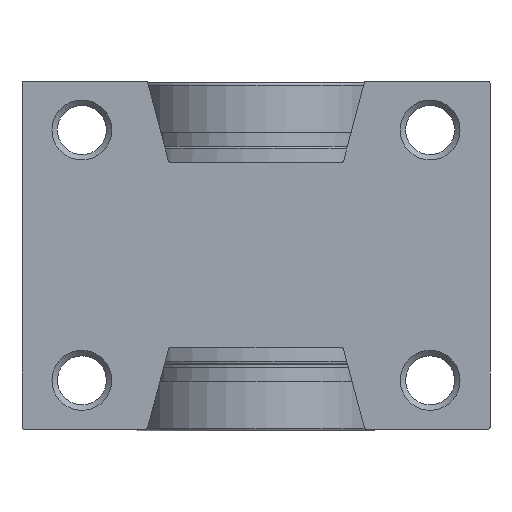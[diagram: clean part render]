
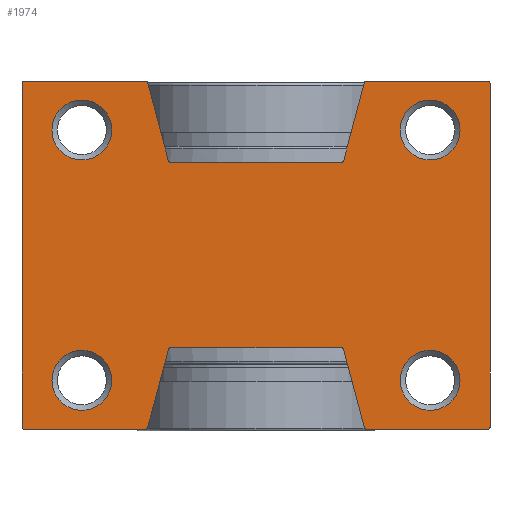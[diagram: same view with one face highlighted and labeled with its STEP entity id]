
A CAD part, front view. The second image highlights one B-rep face of the part: STEP entity #1974.
In plain terms, the highlighted planar face has unit normal (0, -1, 0).
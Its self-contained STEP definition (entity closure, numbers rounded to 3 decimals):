
#38=FACE_BOUND('',#279,.T.);
#39=FACE_BOUND('',#280,.T.);
#40=FACE_BOUND('',#281,.T.);
#41=FACE_BOUND('',#282,.T.);
#161=FACE_OUTER_BOUND('',#278,.T.);
#278=EDGE_LOOP('',(#1471,#1472,#1473,#1474,#1475,#1476,#1477,#1478,#1479,
#1480,#1481,#1482,#1483,#1484,#1485,#1486,#1487,#1488,#1489,#1490,#1491,
#1492,#1493,#1494));
#279=EDGE_LOOP('',(#1495));
#280=EDGE_LOOP('',(#1496));
#281=EDGE_LOOP('',(#1497));
#282=EDGE_LOOP('',(#1498));
#429=LINE('',#3315,#590);
#430=LINE('',#3319,#591);
#431=LINE('',#3323,#592);
#432=LINE('',#3327,#593);
#433=LINE('',#3331,#594);
#434=LINE('',#3335,#595);
#435=LINE('',#3339,#596);
#436=LINE('',#3343,#597);
#437=LINE('',#3347,#598);
#438=LINE('',#3351,#599);
#439=LINE('',#3355,#600);
#440=LINE('',#3358,#601);
#590=VECTOR('',#2567,10.);
#591=VECTOR('',#2570,10.);
#592=VECTOR('',#2573,10.);
#593=VECTOR('',#2576,10.);
#594=VECTOR('',#2579,10.);
#595=VECTOR('',#2582,10.);
#596=VECTOR('',#2585,10.);
#597=VECTOR('',#2588,10.);
#598=VECTOR('',#2591,10.);
#599=VECTOR('',#2594,10.);
#600=VECTOR('',#2597,10.);
#601=VECTOR('',#2600,10.);
#736=CIRCLE('',#2191,2.75);
#738=CIRCLE('',#2194,0.2);
#739=CIRCLE('',#2195,0.2);
#740=CIRCLE('',#2196,0.2);
#741=CIRCLE('',#2197,0.2);
#742=CIRCLE('',#2198,0.2);
#743=CIRCLE('',#2199,0.2);
#744=CIRCLE('',#2200,0.2);
#745=CIRCLE('',#2201,0.2);
#746=CIRCLE('',#2202,0.2);
#747=CIRCLE('',#2203,0.2);
#748=CIRCLE('',#2204,0.2);
#749=CIRCLE('',#2205,0.2);
#750=CIRCLE('',#2206,2.75);
#751=CIRCLE('',#2207,2.75);
#752=CIRCLE('',#2208,2.75);
#888=VERTEX_POINT('',#3305);
#890=VERTEX_POINT('',#3311);
#891=VERTEX_POINT('',#3312);
#892=VERTEX_POINT('',#3314);
#893=VERTEX_POINT('',#3316);
#894=VERTEX_POINT('',#3318);
#895=VERTEX_POINT('',#3320);
#896=VERTEX_POINT('',#3322);
#897=VERTEX_POINT('',#3324);
#898=VERTEX_POINT('',#3326);
#899=VERTEX_POINT('',#3328);
#900=VERTEX_POINT('',#3330);
#901=VERTEX_POINT('',#3332);
#902=VERTEX_POINT('',#3334);
#903=VERTEX_POINT('',#3336);
#904=VERTEX_POINT('',#3338);
#905=VERTEX_POINT('',#3340);
#906=VERTEX_POINT('',#3342);
#907=VERTEX_POINT('',#3344);
#908=VERTEX_POINT('',#3346);
#909=VERTEX_POINT('',#3348);
#910=VERTEX_POINT('',#3350);
#911=VERTEX_POINT('',#3352);
#912=VERTEX_POINT('',#3354);
#913=VERTEX_POINT('',#3356);
#914=VERTEX_POINT('',#3359);
#915=VERTEX_POINT('',#3361);
#916=VERTEX_POINT('',#3363);
#1107=EDGE_CURVE('',#888,#888,#736,.T.);
#1110=EDGE_CURVE('',#890,#891,#738,.T.);
#1111=EDGE_CURVE('',#890,#892,#429,.T.);
#1112=EDGE_CURVE('',#893,#892,#739,.T.);
#1113=EDGE_CURVE('',#893,#894,#430,.T.);
#1114=EDGE_CURVE('',#895,#894,#740,.T.);
#1115=EDGE_CURVE('',#895,#896,#431,.T.);
#1116=EDGE_CURVE('',#896,#897,#741,.T.);
#1117=EDGE_CURVE('',#897,#898,#432,.T.);
#1118=EDGE_CURVE('',#898,#899,#742,.T.);
#1119=EDGE_CURVE('',#899,#900,#433,.T.);
#1120=EDGE_CURVE('',#901,#900,#743,.T.);
#1121=EDGE_CURVE('',#901,#902,#434,.T.);
#1122=EDGE_CURVE('',#903,#902,#744,.T.);
#1123=EDGE_CURVE('',#904,#903,#435,.T.);
#1124=EDGE_CURVE('',#905,#904,#745,.T.);
#1125=EDGE_CURVE('',#905,#906,#436,.T.);
#1126=EDGE_CURVE('',#907,#906,#746,.T.);
#1127=EDGE_CURVE('',#907,#908,#437,.T.);
#1128=EDGE_CURVE('',#908,#909,#747,.T.);
#1129=EDGE_CURVE('',#909,#910,#438,.T.);
#1130=EDGE_CURVE('',#910,#911,#748,.T.);
#1131=EDGE_CURVE('',#911,#912,#439,.T.);
#1132=EDGE_CURVE('',#913,#912,#749,.T.);
#1133=EDGE_CURVE('',#913,#891,#440,.T.);
#1134=EDGE_CURVE('',#914,#914,#750,.T.);
#1135=EDGE_CURVE('',#915,#915,#751,.T.);
#1136=EDGE_CURVE('',#916,#916,#752,.T.);
#1471=ORIENTED_EDGE('',*,*,#1110,.F.);
#1472=ORIENTED_EDGE('',*,*,#1111,.T.);
#1473=ORIENTED_EDGE('',*,*,#1112,.F.);
#1474=ORIENTED_EDGE('',*,*,#1113,.T.);
#1475=ORIENTED_EDGE('',*,*,#1114,.F.);
#1476=ORIENTED_EDGE('',*,*,#1115,.T.);
#1477=ORIENTED_EDGE('',*,*,#1116,.T.);
#1478=ORIENTED_EDGE('',*,*,#1117,.T.);
#1479=ORIENTED_EDGE('',*,*,#1118,.T.);
#1480=ORIENTED_EDGE('',*,*,#1119,.T.);
#1481=ORIENTED_EDGE('',*,*,#1120,.F.);
#1482=ORIENTED_EDGE('',*,*,#1121,.T.);
#1483=ORIENTED_EDGE('',*,*,#1122,.F.);
#1484=ORIENTED_EDGE('',*,*,#1123,.F.);
#1485=ORIENTED_EDGE('',*,*,#1124,.F.);
#1486=ORIENTED_EDGE('',*,*,#1125,.T.);
#1487=ORIENTED_EDGE('',*,*,#1126,.F.);
#1488=ORIENTED_EDGE('',*,*,#1127,.T.);
#1489=ORIENTED_EDGE('',*,*,#1128,.T.);
#1490=ORIENTED_EDGE('',*,*,#1129,.T.);
#1491=ORIENTED_EDGE('',*,*,#1130,.T.);
#1492=ORIENTED_EDGE('',*,*,#1131,.T.);
#1493=ORIENTED_EDGE('',*,*,#1132,.F.);
#1494=ORIENTED_EDGE('',*,*,#1133,.T.);
#1495=ORIENTED_EDGE('',*,*,#1134,.F.);
#1496=ORIENTED_EDGE('',*,*,#1135,.F.);
#1497=ORIENTED_EDGE('',*,*,#1136,.F.);
#1498=ORIENTED_EDGE('',*,*,#1107,.F.);
#1911=PLANE('',#2193);
#1974=ADVANCED_FACE('',(#161,#38,#39,#40,#41),#1911,.T.);
#2191=AXIS2_PLACEMENT_3D('',#3306,#2558,#2559);
#2193=AXIS2_PLACEMENT_3D('',#3310,#2563,#2564);
#2194=AXIS2_PLACEMENT_3D('',#3313,#2565,#2566);
#2195=AXIS2_PLACEMENT_3D('',#3317,#2568,#2569);
#2196=AXIS2_PLACEMENT_3D('',#3321,#2571,#2572);
#2197=AXIS2_PLACEMENT_3D('',#3325,#2574,#2575);
#2198=AXIS2_PLACEMENT_3D('',#3329,#2577,#2578);
#2199=AXIS2_PLACEMENT_3D('',#3333,#2580,#2581);
#2200=AXIS2_PLACEMENT_3D('',#3337,#2583,#2584);
#2201=AXIS2_PLACEMENT_3D('',#3341,#2586,#2587);
#2202=AXIS2_PLACEMENT_3D('',#3345,#2589,#2590);
#2203=AXIS2_PLACEMENT_3D('',#3349,#2592,#2593);
#2204=AXIS2_PLACEMENT_3D('',#3353,#2595,#2596);
#2205=AXIS2_PLACEMENT_3D('',#3357,#2598,#2599);
#2206=AXIS2_PLACEMENT_3D('',#3360,#2601,#2602);
#2207=AXIS2_PLACEMENT_3D('',#3362,#2603,#2604);
#2208=AXIS2_PLACEMENT_3D('',#3364,#2605,#2606);
#2558=DIRECTION('center_axis',(0.,-1.,0.));
#2559=DIRECTION('ref_axis',(-1.,0.,0.));
#2563=DIRECTION('center_axis',(0.,-1.,0.));
#2564=DIRECTION('ref_axis',(0.,0.,-1.));
#2565=DIRECTION('center_axis',(0.,1.,0.));
#2566=DIRECTION('ref_axis',(-0.707,0.,0.707));
#2567=DIRECTION('',(0.,0.,-1.));
#2568=DIRECTION('center_axis',(0.,1.,0.));
#2569=DIRECTION('ref_axis',(-0.707,0.,-0.707));
#2570=DIRECTION('',(1.,0.,0.));
#2571=DIRECTION('center_axis',(0.,1.,0.));
#2572=DIRECTION('ref_axis',(0.609,0.,-0.793));
#2573=DIRECTION('',(0.258,0.,0.966));
#2574=DIRECTION('center_axis',(0.,1.,0.));
#2575=DIRECTION('ref_axis',(0.,0.,1.));
#2576=DIRECTION('',(1.,0.,0.));
#2577=DIRECTION('center_axis',(0.,1.,0.));
#2578=DIRECTION('ref_axis',(0.966,0.,0.258));
#2579=DIRECTION('',(0.258,0.,-0.966));
#2580=DIRECTION('center_axis',(0.,1.,0.));
#2581=DIRECTION('ref_axis',(-0.609,0.,-0.793));
#2582=DIRECTION('',(1.,0.,0.));
#2583=DIRECTION('center_axis',(0.,1.,0.));
#2584=DIRECTION('ref_axis',(0.707,0.,-0.707));
#2585=DIRECTION('',(0.,0.,-1.));
#2586=DIRECTION('center_axis',(0.,1.,0.));
#2587=DIRECTION('ref_axis',(0.707,0.,0.707));
#2588=DIRECTION('',(-1.,0.,0.));
#2589=DIRECTION('center_axis',(0.,1.,0.));
#2590=DIRECTION('ref_axis',(-0.609,0.,0.793));
#2591=DIRECTION('',(-0.258,0.,-0.966));
#2592=DIRECTION('center_axis',(0.,1.,0.));
#2593=DIRECTION('ref_axis',(0.966,0.,-0.258));
#2594=DIRECTION('',(-1.,0.,0.));
#2595=DIRECTION('center_axis',(0.,1.,0.));
#2596=DIRECTION('ref_axis',(0.,0.,-1.));
#2597=DIRECTION('',(-0.258,0.,0.966));
#2598=DIRECTION('center_axis',(0.,1.,0.));
#2599=DIRECTION('ref_axis',(0.609,0.,0.793));
#2600=DIRECTION('',(-1.,0.,0.));
#2601=DIRECTION('center_axis',(0.,-1.,0.));
#2602=DIRECTION('ref_axis',(-1.,0.,0.));
#2603=DIRECTION('center_axis',(0.,-1.,0.));
#2604=DIRECTION('ref_axis',(-1.,0.,0.));
#2605=DIRECTION('center_axis',(0.,-1.,0.));
#2606=DIRECTION('ref_axis',(-1.,0.,0.));
#3305=CARTESIAN_POINT('',(-13.25,-17.5,-11.5));
#3306=CARTESIAN_POINT('Origin',(-16.,-17.5,-11.5));
#3310=CARTESIAN_POINT('Origin',(21.5,-17.5,0.));
#3311=CARTESIAN_POINT('',(-21.5,-17.5,15.8));
#3312=CARTESIAN_POINT('',(-21.3,-17.5,16.));
#3313=CARTESIAN_POINT('Origin',(-21.3,-17.5,15.8));
#3314=CARTESIAN_POINT('',(-21.5,-17.5,-15.8));
#3315=CARTESIAN_POINT('',(-21.5,-17.5,0.));
#3316=CARTESIAN_POINT('',(-21.3,-17.5,-16.));
#3317=CARTESIAN_POINT('Origin',(-21.3,-17.5,-15.8));
#3318=CARTESIAN_POINT('',(-10.154,-17.5,-16.));
#3319=CARTESIAN_POINT('',(21.5,-17.5,-16.));
#3320=CARTESIAN_POINT('',(-9.96,-17.5,-15.852));
#3321=CARTESIAN_POINT('Origin',(-10.154,-17.5,-15.8));
#3322=CARTESIAN_POINT('',(-8.04,-17.5,-8.648));
#3323=CARTESIAN_POINT('',(-5.982,-17.5,-0.934));
#3324=CARTESIAN_POINT('',(-7.846,-17.5,-8.5));
#3325=CARTESIAN_POINT('Origin',(-7.846,-17.5,-8.7));
#3326=CARTESIAN_POINT('',(7.846,-17.5,-8.5));
#3327=CARTESIAN_POINT('',(14.673,-17.5,-8.5));
#3328=CARTESIAN_POINT('',(8.04,-17.5,-8.648));
#3329=CARTESIAN_POINT('Origin',(7.846,-17.5,-8.7));
#3330=CARTESIAN_POINT('',(9.96,-17.5,-15.852));
#3331=CARTESIAN_POINT('',(8.39,-17.5,-9.963));
#3332=CARTESIAN_POINT('',(10.154,-17.5,-16.));
#3333=CARTESIAN_POINT('Origin',(10.154,-17.5,-15.8));
#3334=CARTESIAN_POINT('',(21.3,-17.5,-16.));
#3335=CARTESIAN_POINT('',(21.5,-17.5,-16.));
#3336=CARTESIAN_POINT('',(21.5,-17.5,-15.8));
#3337=CARTESIAN_POINT('Origin',(21.3,-17.5,-15.8));
#3338=CARTESIAN_POINT('',(21.5,-17.5,15.8));
#3339=CARTESIAN_POINT('',(21.5,-17.5,0.));
#3340=CARTESIAN_POINT('',(21.3,-17.5,16.));
#3341=CARTESIAN_POINT('Origin',(21.3,-17.5,15.8));
#3342=CARTESIAN_POINT('',(10.154,-17.5,16.));
#3343=CARTESIAN_POINT('',(21.5,-17.5,16.));
#3344=CARTESIAN_POINT('',(9.96,-17.5,15.852));
#3345=CARTESIAN_POINT('Origin',(10.154,-17.5,15.8));
#3346=CARTESIAN_POINT('',(8.04,-17.5,8.648));
#3347=CARTESIAN_POINT('',(8.39,-17.5,9.963));
#3348=CARTESIAN_POINT('',(7.846,-17.5,8.5));
#3349=CARTESIAN_POINT('Origin',(7.846,-17.5,8.7));
#3350=CARTESIAN_POINT('',(-7.846,-17.5,8.5));
#3351=CARTESIAN_POINT('',(14.673,-17.5,8.5));
#3352=CARTESIAN_POINT('',(-8.04,-17.5,8.648));
#3353=CARTESIAN_POINT('Origin',(-7.846,-17.5,8.7));
#3354=CARTESIAN_POINT('',(-9.96,-17.5,15.852));
#3355=CARTESIAN_POINT('',(-5.982,-17.5,0.934));
#3356=CARTESIAN_POINT('',(-10.154,-17.5,16.));
#3357=CARTESIAN_POINT('Origin',(-10.154,-17.5,15.8));
#3358=CARTESIAN_POINT('',(21.5,-17.5,16.));
#3359=CARTESIAN_POINT('',(18.75,-17.5,-11.5));
#3360=CARTESIAN_POINT('Origin',(16.,-17.5,-11.5));
#3361=CARTESIAN_POINT('',(-13.25,-17.5,11.5));
#3362=CARTESIAN_POINT('Origin',(-16.,-17.5,11.5));
#3363=CARTESIAN_POINT('',(18.75,-17.5,11.5));
#3364=CARTESIAN_POINT('Origin',(16.,-17.5,11.5));
